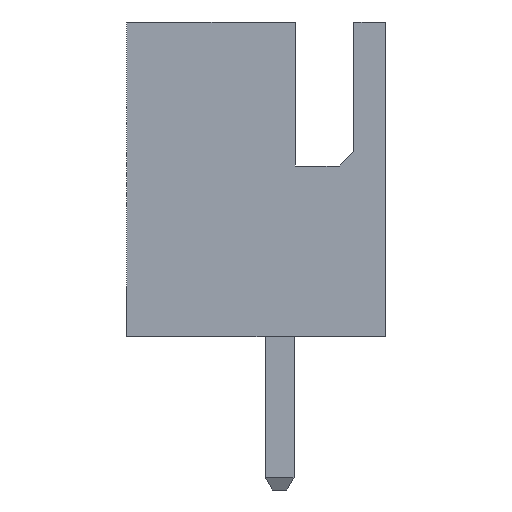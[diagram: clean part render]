
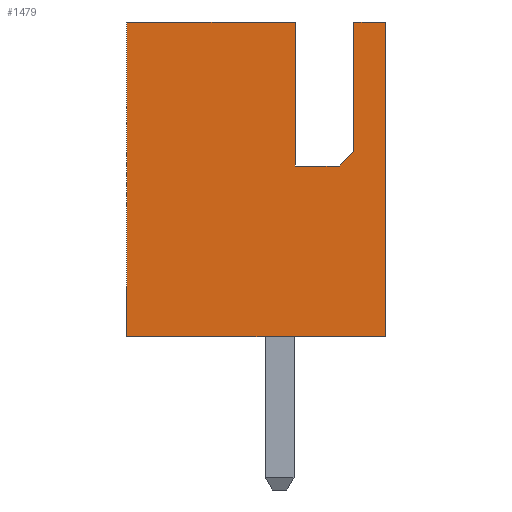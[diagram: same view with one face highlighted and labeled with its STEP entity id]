
A CAD part, left-side view. The second image highlights one B-rep face of the part: STEP entity #1479.
In plain terms, the highlighted planar face has unit normal (-1, 0, 0).
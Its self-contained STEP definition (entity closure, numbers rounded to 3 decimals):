
#1479=ADVANCED_FACE('',(#2658),#2660,.T.);
#2658=FACE_BOUND('',#2659,.T.);
#2659=EDGE_LOOP('',(#3646,#3647,#3648,#3649,#3650,#3651,#3652,#3653,#3654));
#2660=PLANE('',#2661);
#2661=AXIS2_PLACEMENT_3D('',#2662,#2663,#2664);
#2662=CARTESIAN_POINT('',(-42.55,3.4,0.));
#2663=DIRECTION('',(-1.,0.,0.));
#2664=DIRECTION('',(0.,-1.,0.));
#3646=ORIENTED_EDGE('',*,*,#4230,.T.);
#3647=ORIENTED_EDGE('',*,*,#4231,.T.);
#3648=ORIENTED_EDGE('',*,*,#4232,.F.);
#3649=ORIENTED_EDGE('',*,*,#4134,.F.);
#3650=ORIENTED_EDGE('',*,*,#4160,.T.);
#3651=ORIENTED_EDGE('',*,*,#4214,.T.);
#3652=ORIENTED_EDGE('',*,*,#4233,.F.);
#3653=ORIENTED_EDGE('',*,*,#4234,.T.);
#3654=ORIENTED_EDGE('',*,*,#4235,.T.);
#4134=EDGE_CURVE('',#4762,#4764,#4765,.T.);
#4160=EDGE_CURVE('',#4762,#4797,#4799,.T.);
#4214=EDGE_CURVE('',#4797,#4871,#4873,.T.);
#4230=EDGE_CURVE('',#4889,#4890,#4891,.F.);
#4231=EDGE_CURVE('',#4890,#4892,#4893,.F.);
#4232=EDGE_CURVE('',#4764,#4892,#4894,.T.);
#4233=EDGE_CURVE('',#4895,#4871,#4896,.T.);
#4234=EDGE_CURVE('',#4895,#4897,#4898,.F.);
#4235=EDGE_CURVE('',#4897,#4889,#4899,.F.);
#4762=VERTEX_POINT('',#5933);
#4764=VERTEX_POINT('',#5937);
#4765=LINE('',#5938,#5939);
#4797=VERTEX_POINT('',#6020);
#4799=LINE('',#6024,#6025);
#4871=VERTEX_POINT('',#6202);
#4873=LINE('',#6206,#6207);
#4889=VERTEX_POINT('',#6254);
#4890=VERTEX_POINT('',#6255);
#4891=LINE('',#6256,#6257);
#4892=VERTEX_POINT('',#6259);
#4893=LINE('',#6260,#6261);
#4894=LINE('',#6263,#6264);
#4895=VERTEX_POINT('',#6266);
#4896=LINE('',#6267,#6268);
#4897=VERTEX_POINT('',#6270);
#4898=LINE('',#6271,#6272);
#4899=LINE('',#6274,#6275);
#5933=CARTESIAN_POINT('',(-42.55,3.4,0.));
#5937=CARTESIAN_POINT('',(-42.55,3.4,7.));
#5938=CARTESIAN_POINT('',(-42.55,3.4,0.));
#5939=VECTOR('',#5940,1.);
#5940=DIRECTION('',(0.,0.,1.));
#6020=CARTESIAN_POINT('',(-42.55,-2.35,0.));
#6024=CARTESIAN_POINT('',(-42.55,3.4,0.));
#6025=VECTOR('',#6026,1.);
#6026=DIRECTION('',(0.,-1.,0.));
#6202=CARTESIAN_POINT('',(-42.55,-2.35,7.));
#6206=CARTESIAN_POINT('',(-42.55,-2.35,0.));
#6207=VECTOR('',#6208,1.);
#6208=DIRECTION('',(0.,0.,1.));
#6254=CARTESIAN_POINT('',(-42.55,-1.325,3.8));
#6255=CARTESIAN_POINT('',(-42.55,-0.35,3.8));
#6256=CARTESIAN_POINT('',(-42.55,-0.35,3.8));
#6257=VECTOR('',#6258,1.);
#6258=DIRECTION('',(0.,-1.,0.));
#6259=CARTESIAN_POINT('',(-42.55,-0.35,7.));
#6260=CARTESIAN_POINT('',(-42.55,-0.35,7.));
#6261=VECTOR('',#6262,1.);
#6262=DIRECTION('',(0.,0.,-1.));
#6263=CARTESIAN_POINT('',(-42.55,3.4,7.));
#6264=VECTOR('',#6265,1.);
#6265=DIRECTION('',(0.,-1.,0.));
#6266=CARTESIAN_POINT('',(-42.55,-1.65,7.));
#6267=CARTESIAN_POINT('',(-42.55,-1.65,7.));
#6268=VECTOR('',#6269,1.);
#6269=DIRECTION('',(0.,-1.,0.));
#6270=CARTESIAN_POINT('',(-42.55,-1.65,4.125));
#6271=CARTESIAN_POINT('',(-42.55,-1.65,4.125));
#6272=VECTOR('',#6273,1.);
#6273=DIRECTION('',(0.,0.,1.));
#6274=CARTESIAN_POINT('',(-42.55,-1.325,3.8));
#6275=VECTOR('',#6276,1.);
#6276=DIRECTION('',(0.,-0.707,0.707));
